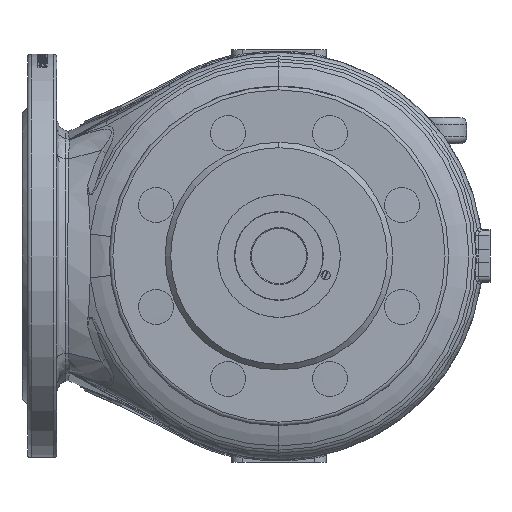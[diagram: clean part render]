
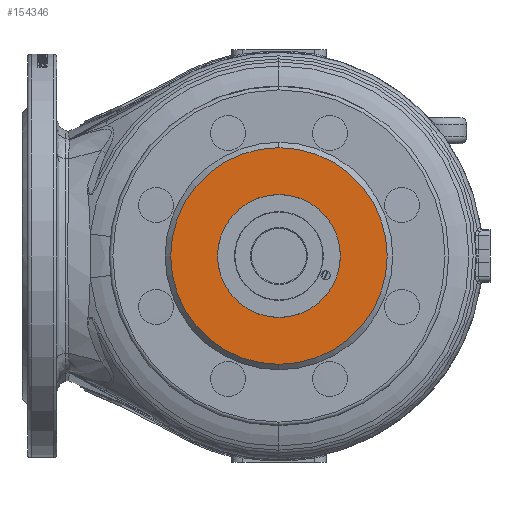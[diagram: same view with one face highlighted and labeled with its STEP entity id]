
A CAD part, front view. The second image highlights one B-rep face of the part: STEP entity #154346.
In plain terms, the highlighted planar face has unit normal (0, -1, 0).
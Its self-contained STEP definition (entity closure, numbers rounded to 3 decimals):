
#8323 = FACE_OUTER_BOUND ( 'NONE', #79307, .T. ) ;
#19577 = DIRECTION ( 'NONE',  ( 1., 0., 0. ) ) ;
#22902 = CARTESIAN_POINT ( 'NONE',  ( 0., -170., 59. ) ) ;
#23887 = DIRECTION ( 'NONE',  ( 0., 1., 0. ) ) ;
#39491 = AXIS2_PLACEMENT_3D ( 'NONE', #81917, #219070, #144148 ) ;
#46384 = AXIS2_PLACEMENT_3D ( 'NONE', #153736, #231113, #139612 ) ;
#49417 = CARTESIAN_POINT ( 'NONE',  ( 0., -170., 0. ) ) ;
#54021 = ORIENTED_EDGE ( 'NONE', *, *, #226523, .T. ) ;
#60659 = VERTEX_POINT ( 'NONE', #146463 ) ;
#71672 = DIRECTION ( 'NONE',  ( 0., 1., 0. ) ) ;
#79307 = EDGE_LOOP ( 'NONE', ( #139902, #183757 ) ) ;
#81917 = CARTESIAN_POINT ( 'NONE',  ( 0., -170., 0. ) ) ;
#87331 = VERTEX_POINT ( 'NONE', #22902 ) ;
#88257 = CIRCLE ( 'NONE', #96278, 33.5 ) ;
#93198 = CIRCLE ( 'NONE', #226995, 33.5 ) ;
#96278 = AXIS2_PLACEMENT_3D ( 'NONE', #245791, #71672, #19577 ) ;
#98875 = CARTESIAN_POINT ( 'NONE',  ( 0., -170., -59. ) ) ;
#102309 = FACE_BOUND ( 'NONE', #129786, .T. ) ;
#122960 = VERTEX_POINT ( 'NONE', #98875 ) ;
#124185 = DIRECTION ( 'NONE',  ( 1., 0., 0. ) ) ;
#126919 = DIRECTION ( 'NONE',  ( 0., 1., 0. ) ) ;
#129514 = EDGE_CURVE ( 'NONE', #87331, #122960, #202174, .T. ) ;
#129786 = EDGE_LOOP ( 'NONE', ( #159340, #54021 ) ) ;
#139612 = DIRECTION ( 'NONE',  ( 1., 0., 0. ) ) ;
#139902 = ORIENTED_EDGE ( 'NONE', *, *, #129514, .F. ) ;
#144148 = DIRECTION ( 'NONE',  ( 1., 0., 0. ) ) ;
#145409 = EDGE_CURVE ( 'NONE', #232740, #60659, #88257, .T. ) ;
#146463 = CARTESIAN_POINT ( 'NONE',  ( 0., -170., -33.5 ) ) ;
#150106 = EDGE_CURVE ( 'NONE', #122960, #87331, #240986, .T. ) ;
#153736 = CARTESIAN_POINT ( 'NONE',  ( 0., -170., 0. ) ) ;
#154346 = ADVANCED_FACE ( 'NONE', ( #8323, #102309 ), #239431, .T. ) ;
#159340 = ORIENTED_EDGE ( 'NONE', *, *, #145409, .T. ) ;
#183757 = ORIENTED_EDGE ( 'NONE', *, *, #150106, .F. ) ;
#184100 = DIRECTION ( 'NONE',  ( 1., 0., 0. ) ) ;
#190043 = AXIS2_PLACEMENT_3D ( 'NONE', #196660, #23887, #124185 ) ;
#190457 = CARTESIAN_POINT ( 'NONE',  ( 0., -170., 33.5 ) ) ;
#196660 = CARTESIAN_POINT ( 'NONE',  ( 0., -170., 0. ) ) ;
#202174 = CIRCLE ( 'NONE', #190043, 59. ) ;
#219070 = DIRECTION ( 'NONE',  ( 0., -1., 0. ) ) ;
#226523 = EDGE_CURVE ( 'NONE', #60659, #232740, #93198, .T. ) ;
#226995 = AXIS2_PLACEMENT_3D ( 'NONE', #49417, #126919, #184100 ) ;
#231113 = DIRECTION ( 'NONE',  ( 0., 1., 0. ) ) ;
#232740 = VERTEX_POINT ( 'NONE', #190457 ) ;
#239431 = PLANE ( 'NONE',  #39491 ) ;
#240986 = CIRCLE ( 'NONE', #46384, 59. ) ;
#245791 = CARTESIAN_POINT ( 'NONE',  ( 0., -170., 0. ) ) ;
